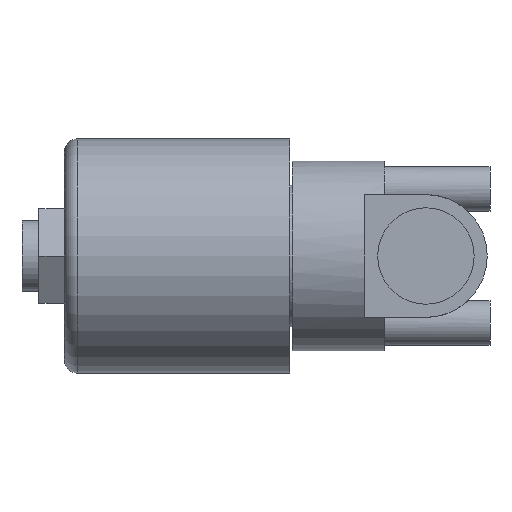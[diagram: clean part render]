
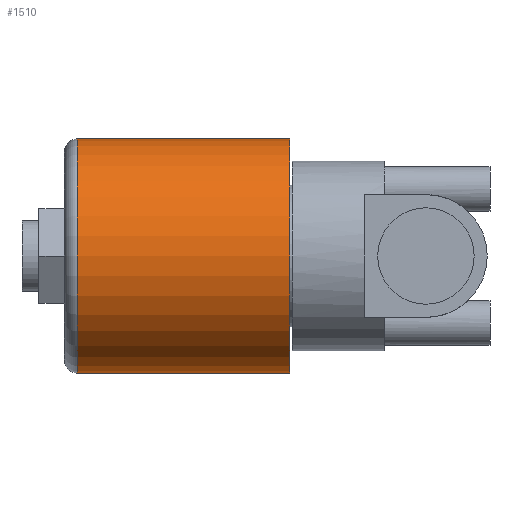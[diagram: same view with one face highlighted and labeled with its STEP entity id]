
A CAD part, left-side view. The second image highlights one B-rep face of the part: STEP entity #1510.
In plain terms, the highlighted cylindrical face has radius 21 mm (diameter 42 mm), a partial arc.
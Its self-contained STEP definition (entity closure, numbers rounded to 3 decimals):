
#68 = DIRECTION ( 'NONE',  ( 0., -1., 0. ) ) ;
#74 = VECTOR ( 'NONE', #188, 1000. ) ;
#171 = CIRCLE ( 'NONE', #1713, 21. ) ;
#188 = DIRECTION ( 'NONE',  ( 0., -1., 0. ) ) ;
#208 = CIRCLE ( 'NONE', #1928, 21. ) ;
#217 = DIRECTION ( 'NONE',  ( 0., 0., 1. ) ) ;
#241 = EDGE_CURVE ( 'NONE', #917, #982, #346, .T. ) ;
#269 = ORIENTED_EDGE ( 'NONE', *, *, #1280, .T. ) ;
#277 = ORIENTED_EDGE ( 'NONE', *, *, #1444, .F. ) ;
#346 = LINE ( 'NONE', #355, #74 ) ;
#355 = CARTESIAN_POINT ( 'NONE',  ( 0., 47.96, -21. ) ) ;
#394 = DIRECTION ( 'NONE',  ( 0., 1., 0. ) ) ;
#448 = ORIENTED_EDGE ( 'NONE', *, *, #1512, .T. ) ;
#804 = CARTESIAN_POINT ( 'NONE',  ( 0., 7.56, 21. ) ) ;
#858 = CARTESIAN_POINT ( 'NONE',  ( 0., 7.56, 0. ) ) ;
#917 = VERTEX_POINT ( 'NONE', #1909 ) ;
#941 = LINE ( 'NONE', #1219, #1344 ) ;
#963 = CARTESIAN_POINT ( 'NONE',  ( 0., 45.66, 0. ) ) ;
#982 = VERTEX_POINT ( 'NONE', #1879 ) ;
#985 = FACE_OUTER_BOUND ( 'NONE', #1944, .T. ) ;
#986 = VERTEX_POINT ( 'NONE', #1916 ) ;
#1129 = DIRECTION ( 'NONE',  ( 0., 0., 1. ) ) ;
#1150 = DIRECTION ( 'NONE',  ( 0., 0., -1. ) ) ;
#1215 = ORIENTED_EDGE ( 'NONE', *, *, #241, .T. ) ;
#1219 = CARTESIAN_POINT ( 'NONE',  ( 0., 47.96, 21. ) ) ;
#1267 = AXIS2_PLACEMENT_3D ( 'NONE', #1301, #2119, #1150 ) ;
#1280 = EDGE_CURVE ( 'NONE', #982, #1841, #208, .T. ) ;
#1301 = CARTESIAN_POINT ( 'NONE',  ( 0., 47.96, 0. ) ) ;
#1344 = VECTOR ( 'NONE', #68, 1000. ) ;
#1444 = EDGE_CURVE ( 'NONE', #986, #1841, #941, .T. ) ;
#1471 = CYLINDRICAL_SURFACE ( 'NONE', #1267, 21. ) ;
#1510 = ADVANCED_FACE ( 'NONE', ( #985 ), #1471, .T. ) ;
#1512 = EDGE_CURVE ( 'NONE', #986, #917, #171, .T. ) ;
#1615 = DIRECTION ( 'NONE',  ( 0., -1., 0. ) ) ;
#1713 = AXIS2_PLACEMENT_3D ( 'NONE', #963, #1615, #1129 ) ;
#1841 = VERTEX_POINT ( 'NONE', #804 ) ;
#1879 = CARTESIAN_POINT ( 'NONE',  ( 0., 7.56, -21. ) ) ;
#1909 = CARTESIAN_POINT ( 'NONE',  ( 0., 45.66, -21. ) ) ;
#1916 = CARTESIAN_POINT ( 'NONE',  ( 0., 45.66, 21. ) ) ;
#1928 = AXIS2_PLACEMENT_3D ( 'NONE', #858, #394, #217 ) ;
#1944 = EDGE_LOOP ( 'NONE', ( #277, #448, #1215, #269 ) ) ;
#2119 = DIRECTION ( 'NONE',  ( 0., -1., 0. ) ) ;
